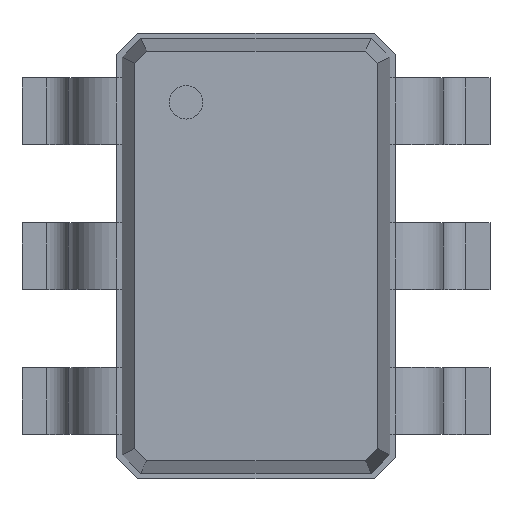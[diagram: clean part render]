
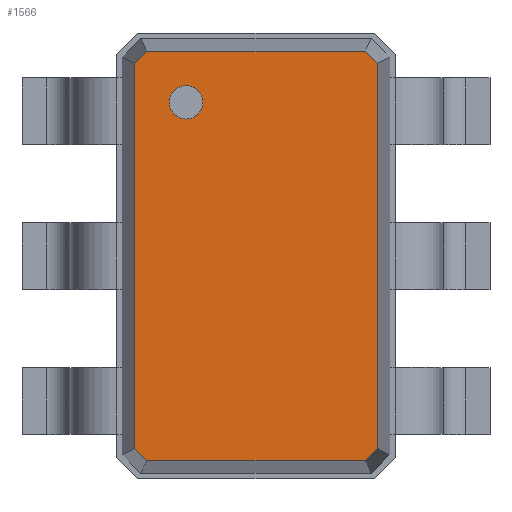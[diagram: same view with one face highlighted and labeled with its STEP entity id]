
A CAD part, top view. The second image highlights one B-rep face of the part: STEP entity #1566.
In plain terms, the highlighted planar face has unit normal (0, 0, 1).
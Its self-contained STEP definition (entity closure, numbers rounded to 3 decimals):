
#13=DIRECTION('',(0.,0.,1.));
#27=VECTOR('',#28,1.);
#28=DIRECTION('',(1.,0.,0.));
#51=VECTOR('',#52,1.);
#52=DIRECTION('',(0.707,-0.707,0.));
#58=VECTOR('',#59,1.);
#59=DIRECTION('',(0.,-1.,0.));
#65=VECTOR('',#66,1.);
#66=DIRECTION('',(-0.707,-0.707,0.));
#72=VECTOR('',#73,1.);
#73=DIRECTION('',(-1.,0.,0.));
#79=VECTOR('',#80,1.);
#80=DIRECTION('',(-0.707,0.707,0.));
#86=VECTOR('',#87,1.);
#87=DIRECTION('',(0.,1.,0.));
#91=VECTOR('',#92,1.);
#92=DIRECTION('',(0.707,0.707,0.));
#693=VERTEX_POINT('',#694);
#694=CARTESIAN_POINT('',(-0.544,0.864,1.05));
#696=ORIENTED_EDGE('',*,*,#697,.F.);
#697=EDGE_CURVE('',#698,#693,#700,.T.);
#698=VERTEX_POINT('',#699);
#699=CARTESIAN_POINT('',(-0.544,-0.864,1.05));
#700=LINE('',#699,#86);
#711=VERTEX_POINT('',#712);
#712=CARTESIAN_POINT('',(-0.489,0.919,1.05));
#714=ORIENTED_EDGE('',*,*,#715,.F.);
#715=EDGE_CURVE('',#693,#711,#716,.T.);
#716=LINE('',#694,#91);
#725=VERTEX_POINT('',#726);
#726=CARTESIAN_POINT('',(0.489,0.919,1.05));
#728=ORIENTED_EDGE('',*,*,#729,.F.);
#729=EDGE_CURVE('',#711,#725,#730,.T.);
#730=LINE('',#712,#27);
#739=VERTEX_POINT('',#740);
#740=CARTESIAN_POINT('',(0.544,0.864,1.05));
#742=ORIENTED_EDGE('',*,*,#743,.F.);
#743=EDGE_CURVE('',#725,#739,#744,.T.);
#744=LINE('',#726,#51);
#777=VERTEX_POINT('',#778);
#778=CARTESIAN_POINT('',(0.544,-0.864,1.05));
#780=ORIENTED_EDGE('',*,*,#781,.F.);
#781=EDGE_CURVE('',#739,#777,#782,.T.);
#782=LINE('',#740,#58);
#1566=ADVANCED_FACE('',(#1567,#1582),#1592,.T.);
#1567=FACE_BOUND('',#1568,.T.);
#1568=EDGE_LOOP('',(#728,#714,#696,#1569,#1574,#1579,#780,#742));
#1569=ORIENTED_EDGE('',*,*,#1570,.F.);
#1570=EDGE_CURVE('',#1571,#698,#1573,.T.);
#1571=VERTEX_POINT('',#1572);
#1572=CARTESIAN_POINT('',(-0.489,-0.919,1.05));
#1573=LINE('',#1572,#79);
#1574=ORIENTED_EDGE('',*,*,#1575,.F.);
#1575=EDGE_CURVE('',#1576,#1571,#1578,.T.);
#1576=VERTEX_POINT('',#1577);
#1577=CARTESIAN_POINT('',(0.489,-0.919,1.05));
#1578=LINE('',#1577,#72);
#1579=ORIENTED_EDGE('',*,*,#1580,.F.);
#1580=EDGE_CURVE('',#777,#1576,#1581,.T.);
#1581=LINE('',#778,#65);
#1582=FACE_BOUND('',#1583,.T.);
#1583=EDGE_LOOP('',(#1584));
#1584=ORIENTED_EDGE('',*,*,#1585,.T.);
#1585=EDGE_CURVE('',#1586,#1586,#1588,.T.);
#1586=VERTEX_POINT('',#1587);
#1587=CARTESIAN_POINT('',(-0.314,0.614,1.05));
#1588=CIRCLE('',#1589,0.075);
#1589=AXIS2_PLACEMENT_3D('',#1590,#1591,#59);
#1590=CARTESIAN_POINT('',(-0.314,0.689,1.05));
#1591=DIRECTION('',(0.,-0.,-1.));
#1592=PLANE('',#1593);
#1593=AXIS2_PLACEMENT_3D('',#712,#13,#1594);
#1594=DIRECTION('',(0.47,-0.883,0.));
